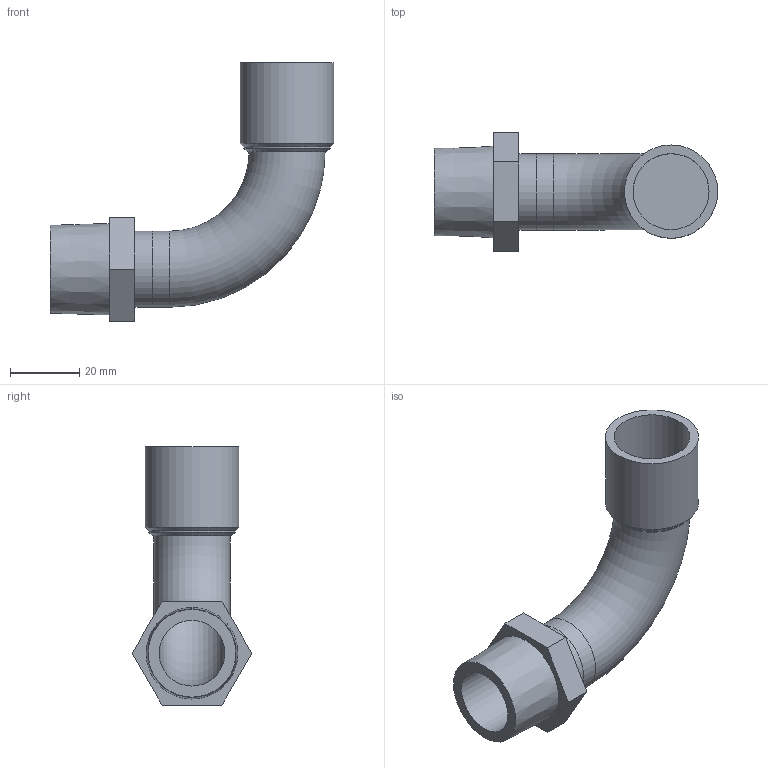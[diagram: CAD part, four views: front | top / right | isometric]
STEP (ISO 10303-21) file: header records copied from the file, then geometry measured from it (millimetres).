
FILE_DESCRIPTION(/* description */ ('Unknown'),/* implementation_level */ '2;1');
FILE_NAME(/* name */ 'F39R3-4DN22',/* time_stamp */ '2016-07-07T14:34:35+02:00',/* author */ ('Unknown'),/* organization */ ('Unknown'),/* preprocessor_version */ 'ST-DEVELOPER v16',/* originating_system */ 'DEX',/* authorisation */ $);
FILE_SCHEMA (('AUTOMOTIVE_DESIGN {1 0 10303 214 3 1 1}'));
Length unit declared in the file: millimetre
Products named in the file (3): F39R3-4DN22; COD90MHDN22corteGEN; ROSCAM3-4_22GEN
Assembly tree (2 placements, depth 2):
  F39R3-4DN22
    COD90MHDN22corteGEN
    ROSCAM3-4_22GEN
Bounding box: 82 x 34.64 x 74.7 mm (x, y, z)
Volume: 20541 mm3; surface area: 17413.9 mm2
Topology: 2 solids, 2 shells, 27 faces, 54 edges, 36 vertices
Faces by surface type: plane 15, cylinder 7, cone 3, torus 2
Full cylindrical faces by diameter (mm): 19 x1, 19.005 x1, 22 x3, 25 x1, 27 x1
Entity records: 766 total; most frequent: DIRECTION 116, CARTESIAN_POINT 98, ORIENTED_EDGE 74, AXIS2_PLACEMENT_3D 49, EDGE_LOOP 46, FACE_BOUND 46, EDGE_CURVE 37, VERTEX_POINT 31
